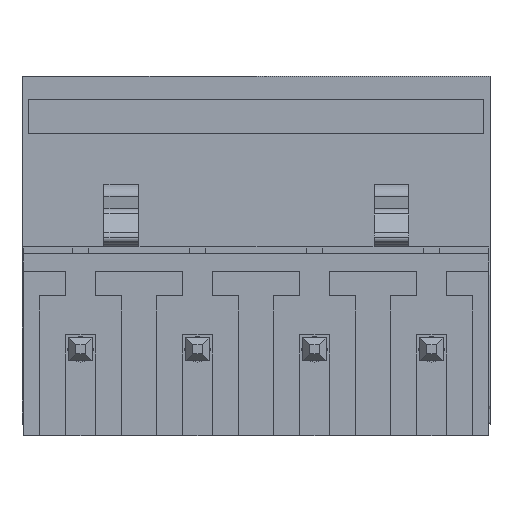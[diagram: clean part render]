
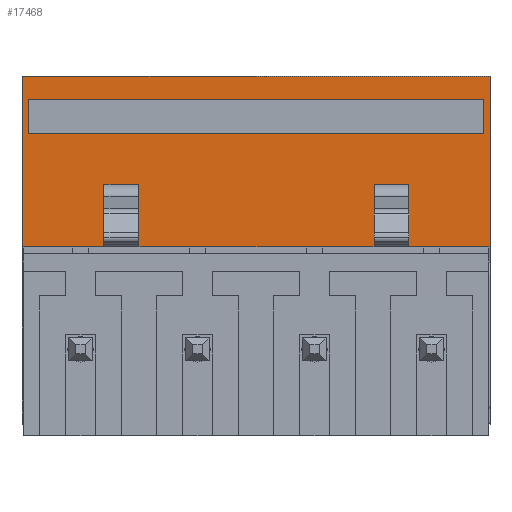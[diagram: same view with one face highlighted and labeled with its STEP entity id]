
A CAD part, front view. The second image highlights one B-rep face of the part: STEP entity #17468.
In plain terms, the highlighted planar face has unit normal (0, -1, 0).
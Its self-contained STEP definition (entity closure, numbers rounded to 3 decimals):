
#35 = CARTESIAN_POINT ( 'NONE',  ( -4.22, 12.75, 10.898 ) ) ;
#241 = VECTOR ( 'NONE', #20456, 1000. ) ;
#474 = CARTESIAN_POINT ( 'NONE',  ( -15.963, 12.75, 7.49 ) ) ;
#699 = VECTOR ( 'NONE', #12858, 1000. ) ;
#921 = DIRECTION ( 'NONE',  ( 0., -1., 0. ) ) ;
#927 = ORIENTED_EDGE ( 'NONE', *, *, #10426, .T. ) ;
#966 = VERTEX_POINT ( 'NONE', #11681 ) ;
#989 = LINE ( 'NONE', #14943, #11874 ) ;
#1562 = ORIENTED_EDGE ( 'NONE', *, *, #22280, .T. ) ;
#1824 = EDGE_CURVE ( 'NONE', #12665, #14625, #24066, .T. ) ;
#1876 = DIRECTION ( 'NONE',  ( 1., 0., 0. ) ) ;
#1896 = DIRECTION ( 'NONE',  ( -1., 0., 0. ) ) ;
#2085 = VERTEX_POINT ( 'NONE', #3045 ) ;
#2304 = CARTESIAN_POINT ( 'NONE',  ( -17.463, 12.75, 15.61 ) ) ;
#2314 = LINE ( 'NONE', #22820, #8872 ) ;
#2494 = CARTESIAN_POINT ( 'NONE',  ( -0.991, 12.75, 14.61 ) ) ;
#2691 = VERTEX_POINT ( 'NONE', #28817 ) ;
#2943 = ORIENTED_EDGE ( 'NONE', *, *, #12268, .T. ) ;
#3045 = CARTESIAN_POINT ( 'NONE',  ( -17.463, 12.75, 10.898 ) ) ;
#3517 = VERTEX_POINT ( 'NONE', #15592 ) ;
#3554 = VERTEX_POINT ( 'NONE', #16459 ) ;
#3581 = CARTESIAN_POINT ( 'NONE',  ( -0.991, 12.75, 15.61 ) ) ;
#4022 = LINE ( 'NONE', #10488, #16099 ) ;
#4853 = DIRECTION ( 'NONE',  ( 1., 0., 0. ) ) ;
#4912 = EDGE_CURVE ( 'NONE', #15567, #22877, #25243, .T. ) ;
#5008 = VECTOR ( 'NONE', #19950, 1000. ) ;
#5978 = LINE ( 'NONE', #13326, #20151 ) ;
#6131 = DIRECTION ( 'NONE',  ( -1., 0., 0. ) ) ;
#6350 = CARTESIAN_POINT ( 'NONE',  ( -20.729, 12.75, 15.61 ) ) ;
#6599 = EDGE_CURVE ( 'NONE', #19962, #3517, #25289, .T. ) ;
#7064 = DIRECTION ( 'NONE',  ( 1., 0., 0. ) ) ;
#7521 = VERTEX_POINT ( 'NONE', #35 ) ;
#8487 = VERTEX_POINT ( 'NONE', #26908 ) ;
#8872 = VECTOR ( 'NONE', #1876, 1000. ) ;
#9375 = EDGE_LOOP ( 'NONE', ( #19651, #29534, #11722, #1562 ) ) ;
#9668 = EDGE_CURVE ( 'NONE', #19962, #966, #13928, .T. ) ;
#9974 = EDGE_CURVE ( 'NONE', #14625, #3554, #5978, .T. ) ;
#10426 = EDGE_CURVE ( 'NONE', #8487, #7521, #18387, .T. ) ;
#10488 = CARTESIAN_POINT ( 'NONE',  ( -4.22, 12.75, 15.61 ) ) ;
#11107 = ORIENTED_EDGE ( 'NONE', *, *, #14447, .T. ) ;
#11187 = LINE ( 'NONE', #15664, #699 ) ;
#11206 = CARTESIAN_POINT ( 'NONE',  ( -0.7, 12.75, 0.51 ) ) ;
#11400 = ORIENTED_EDGE ( 'NONE', *, *, #22151, .T. ) ;
#11681 = CARTESIAN_POINT ( 'NONE',  ( -0.7, 12.75, 7.49 ) ) ;
#11713 = EDGE_CURVE ( 'NONE', #12005, #966, #29337, .T. ) ;
#11722 = ORIENTED_EDGE ( 'NONE', *, *, #9974, .T. ) ;
#11874 = VECTOR ( 'NONE', #25926, 1000. ) ;
#12005 = VERTEX_POINT ( 'NONE', #18144 ) ;
#12036 = FACE_OUTER_BOUND ( 'NONE', #16631, .T. ) ;
#12184 = VECTOR ( 'NONE', #13146, 1000. ) ;
#12236 = CARTESIAN_POINT ( 'NONE',  ( -5.72, 12.75, 7.49 ) ) ;
#12268 = EDGE_CURVE ( 'NONE', #7521, #12005, #4022, .T. ) ;
#12557 = ORIENTED_EDGE ( 'NONE', *, *, #11713, .T. ) ;
#12665 = VERTEX_POINT ( 'NONE', #2494 ) ;
#12858 = DIRECTION ( 'NONE',  ( 1., 0., 0. ) ) ;
#12873 = DIRECTION ( 'NONE',  ( 1., 0., 0. ) ) ;
#13146 = DIRECTION ( 'NONE',  ( 0., 0., -1. ) ) ;
#13298 = LINE ( 'NONE', #26949, #12184 ) ;
#13326 = CARTESIAN_POINT ( 'NONE',  ( -21.02, 12.75, 13.11 ) ) ;
#13352 = VECTOR ( 'NONE', #12873, 1000. ) ;
#13402 = DIRECTION ( 'NONE',  ( 0., 0., 1. ) ) ;
#13573 = EDGE_CURVE ( 'NONE', #3517, #2691, #13298, .T. ) ;
#13601 = EDGE_CURVE ( 'NONE', #22016, #12665, #11187, .T. ) ;
#13928 = LINE ( 'NONE', #11206, #241 ) ;
#13975 = CARTESIAN_POINT ( 'NONE',  ( -21.02, 12.75, 7.49 ) ) ;
#14138 = VECTOR ( 'NONE', #13402, 1000. ) ;
#14447 = EDGE_CURVE ( 'NONE', #23426, #2085, #18776, .T. ) ;
#14522 = ORIENTED_EDGE ( 'NONE', *, *, #13573, .T. ) ;
#14625 = VERTEX_POINT ( 'NONE', #17864 ) ;
#14882 = VECTOR ( 'NONE', #25134, 1000. ) ;
#14943 = CARTESIAN_POINT ( 'NONE',  ( -15.963, 12.75, 15.61 ) ) ;
#15261 = ORIENTED_EDGE ( 'NONE', *, *, #23532, .T. ) ;
#15567 = VERTEX_POINT ( 'NONE', #474 ) ;
#15592 = CARTESIAN_POINT ( 'NONE',  ( -21.02, 12.75, 15.61 ) ) ;
#15664 = CARTESIAN_POINT ( 'NONE',  ( -21.02, 12.75, 14.61 ) ) ;
#15731 = DIRECTION ( 'NONE',  ( 0., 0., -1. ) ) ;
#16099 = VECTOR ( 'NONE', #15731, 1000. ) ;
#16459 = CARTESIAN_POINT ( 'NONE',  ( -20.729, 12.75, 13.11 ) ) ;
#16541 = ORIENTED_EDGE ( 'NONE', *, *, #25200, .T. ) ;
#16631 = EDGE_LOOP ( 'NONE', ( #16541, #11107, #15261, #24981, #26777, #11400, #927, #2943, #12557, #22262, #26768, #14522 ) ) ;
#17468 = ADVANCED_FACE ( 'NONE', ( #12036, #28085 ), #23041, .T. ) ;
#17864 = CARTESIAN_POINT ( 'NONE',  ( -0.991, 12.75, 13.11 ) ) ;
#18134 = CARTESIAN_POINT ( 'NONE',  ( -17.463, 12.75, 7.49 ) ) ;
#18144 = CARTESIAN_POINT ( 'NONE',  ( -4.22, 12.75, 7.49 ) ) ;
#18387 = LINE ( 'NONE', #27449, #25394 ) ;
#18575 = VECTOR ( 'NONE', #23011, 1000. ) ;
#18776 = LINE ( 'NONE', #2304, #19396 ) ;
#18834 = CARTESIAN_POINT ( 'NONE',  ( -15.963, 12.75, 10.898 ) ) ;
#19396 = VECTOR ( 'NONE', #20735, 1000. ) ;
#19625 = DIRECTION ( 'NONE',  ( 0., 0., -1. ) ) ;
#19651 = ORIENTED_EDGE ( 'NONE', *, *, #13601, .T. ) ;
#19793 = LINE ( 'NONE', #6350, #5008 ) ;
#19950 = DIRECTION ( 'NONE',  ( 0., 0., 1. ) ) ;
#19962 = VERTEX_POINT ( 'NONE', #22137 ) ;
#20151 = VECTOR ( 'NONE', #6131, 1000. ) ;
#20453 = EDGE_CURVE ( 'NONE', #21722, #15567, #989, .T. ) ;
#20456 = DIRECTION ( 'NONE',  ( 0., 0., -1. ) ) ;
#20735 = DIRECTION ( 'NONE',  ( 0., 0., 1. ) ) ;
#21129 = CARTESIAN_POINT ( 'NONE',  ( -21.02, 12.75, 7.49 ) ) ;
#21722 = VERTEX_POINT ( 'NONE', #18834 ) ;
#22016 = VERTEX_POINT ( 'NONE', #23477 ) ;
#22137 = CARTESIAN_POINT ( 'NONE',  ( -0.7, 12.75, 15.61 ) ) ;
#22151 = EDGE_CURVE ( 'NONE', #22877, #8487, #24376, .T. ) ;
#22247 = CARTESIAN_POINT ( 'NONE',  ( -21.02, 12.75, 15.61 ) ) ;
#22262 = ORIENTED_EDGE ( 'NONE', *, *, #9668, .F. ) ;
#22280 = EDGE_CURVE ( 'NONE', #3554, #22016, #19793, .T. ) ;
#22625 = CARTESIAN_POINT ( 'NONE',  ( -21.02, 12.75, 15.61 ) ) ;
#22820 = CARTESIAN_POINT ( 'NONE',  ( -21.02, 12.75, 10.898 ) ) ;
#22877 = VERTEX_POINT ( 'NONE', #12236 ) ;
#23011 = DIRECTION ( 'NONE',  ( 1., 0., 0. ) ) ;
#23041 = PLANE ( 'NONE',  #24517 ) ;
#23426 = VERTEX_POINT ( 'NONE', #18134 ) ;
#23477 = CARTESIAN_POINT ( 'NONE',  ( -20.729, 12.75, 14.61 ) ) ;
#23532 = EDGE_CURVE ( 'NONE', #2085, #21722, #2314, .T. ) ;
#24066 = LINE ( 'NONE', #3581, #28236 ) ;
#24150 = CARTESIAN_POINT ( 'NONE',  ( -21.02, 12.75, 7.49 ) ) ;
#24376 = LINE ( 'NONE', #29156, #14138 ) ;
#24517 = AXIS2_PLACEMENT_3D ( 'NONE', #22247, #921, #1896 ) ;
#24981 = ORIENTED_EDGE ( 'NONE', *, *, #20453, .T. ) ;
#25134 = DIRECTION ( 'NONE',  ( -1., 0., 0. ) ) ;
#25200 = EDGE_CURVE ( 'NONE', #2691, #23426, #26375, .T. ) ;
#25243 = LINE ( 'NONE', #13975, #18575 ) ;
#25289 = LINE ( 'NONE', #22625, #14882 ) ;
#25394 = VECTOR ( 'NONE', #7064, 1000. ) ;
#25926 = DIRECTION ( 'NONE',  ( 0., 0., -1. ) ) ;
#26375 = LINE ( 'NONE', #24150, #13352 ) ;
#26768 = ORIENTED_EDGE ( 'NONE', *, *, #6599, .T. ) ;
#26777 = ORIENTED_EDGE ( 'NONE', *, *, #4912, .T. ) ;
#26908 = CARTESIAN_POINT ( 'NONE',  ( -5.72, 12.75, 10.898 ) ) ;
#26949 = CARTESIAN_POINT ( 'NONE',  ( -21.02, 12.75, 0.51 ) ) ;
#27449 = CARTESIAN_POINT ( 'NONE',  ( -21.02, 12.75, 10.898 ) ) ;
#27930 = VECTOR ( 'NONE', #4853, 1000. ) ;
#28085 = FACE_BOUND ( 'NONE', #9375, .T. ) ;
#28236 = VECTOR ( 'NONE', #19625, 1000. ) ;
#28817 = CARTESIAN_POINT ( 'NONE',  ( -21.02, 12.75, 7.49 ) ) ;
#29156 = CARTESIAN_POINT ( 'NONE',  ( -5.72, 12.75, 15.61 ) ) ;
#29337 = LINE ( 'NONE', #21129, #27930 ) ;
#29534 = ORIENTED_EDGE ( 'NONE', *, *, #1824, .T. ) ;
